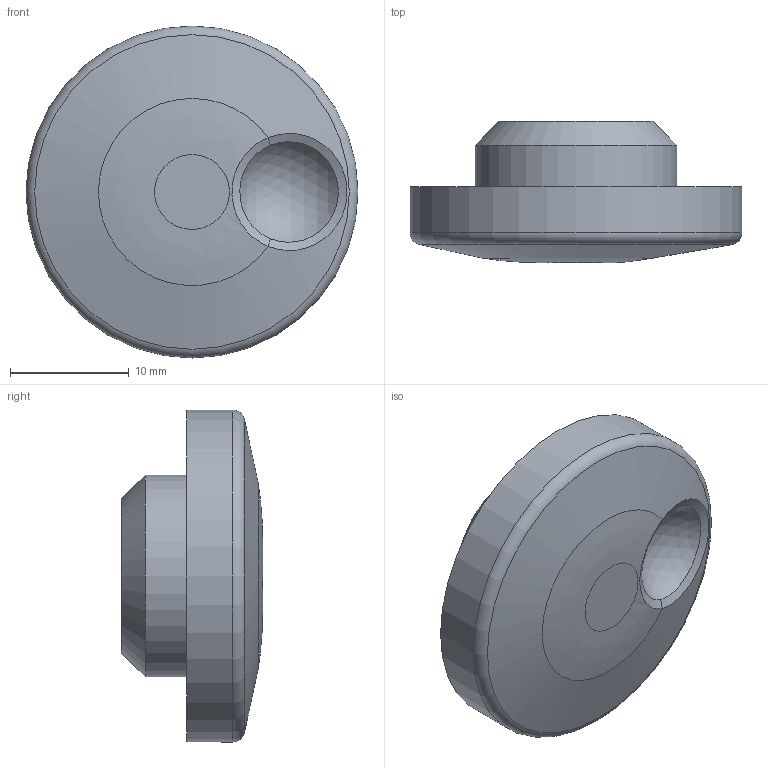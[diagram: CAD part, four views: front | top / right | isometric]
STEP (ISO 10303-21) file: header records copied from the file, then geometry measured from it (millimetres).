
FILE_DESCRIPTION( ( '' ), ' ' );
FILE_NAME( '5e45fd94c15f6115a7492000.step', '2020-02-14T01:53:24', ( '' ), ( '' ), ' ', ' ', ' ' );
FILE_SCHEMA( ( 'AUTOMOTIVE_DESIGN { 1 0 10303 214 1 1 1 1 }' ) );
Length unit declared in the file: metre
Products named in the file (1): front panel knob
Bounding box: 28 x 11.9 x 28 mm (x, y, z)
Volume: 4196.9 mm3; surface area: 2068.9 mm2
Topology: 1 solids, 1 shells, 17 faces, 37 edges, 24 vertices
Faces by surface type: plane 6, cone 4, bspline 2, sphere 2, cylinder 2, torus 1
Full cylindrical faces by diameter (mm): 17 x1, 28 x1
Entity records: 643 total; most frequent: CARTESIAN_POINT 188, DIRECTION 61, ORIENTED_EDGE 52, AXIS2_PLACEMENT_3D 29, EDGE_CURVE 26, EDGE_LOOP 25, FACE_OUTER_BOUND 22, VERTEX_POINT 19
